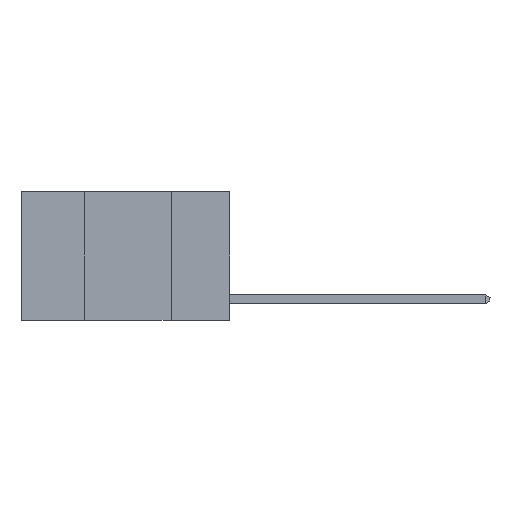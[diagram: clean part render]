
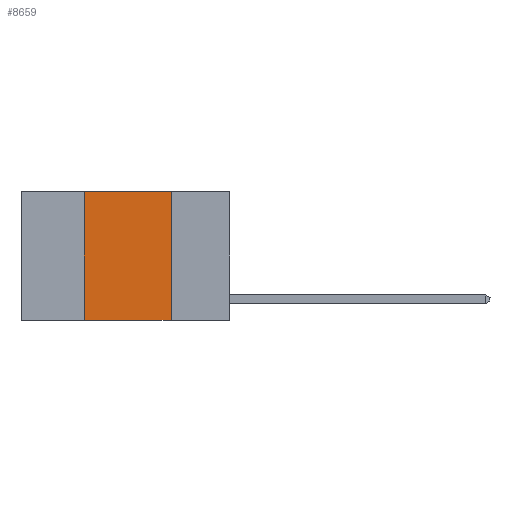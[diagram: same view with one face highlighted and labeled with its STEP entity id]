
A CAD part, left-side view. The second image highlights one B-rep face of the part: STEP entity #8659.
In plain terms, the highlighted planar face has unit normal (-1, 0, 0).
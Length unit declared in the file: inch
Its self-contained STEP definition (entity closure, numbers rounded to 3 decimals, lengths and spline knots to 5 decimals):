
#389 = ORIENTED_EDGE ( 'NONE', *, *, #4371, .F. ) ;
#3528 = CARTESIAN_POINT ( 'NONE',  ( 0., 0.42, 0. ) ) ;
#4113 = VERTEX_POINT ( 'NONE', #18635 ) ;
#4371 = EDGE_CURVE ( 'NONE', #12307, #9657, #24454, .T. ) ;
#5802 = CARTESIAN_POINT ( 'NONE',  ( 0., 0.6, 0. ) ) ;
#5901 = AXIS2_PLACEMENT_3D ( 'NONE', #22809, #6440, #13561 ) ;
#6440 = DIRECTION ( 'NONE',  ( 1., 0., 0. ) ) ;
#6837 = VECTOR ( 'NONE', #17380, 39.37008 ) ;
#6856 = ORIENTED_EDGE ( 'NONE', *, *, #24086, .T. ) ;
#8659 = ADVANCED_FACE ( 'NONE', ( #24814 ), #18348, .F. ) ;
#9657 = VERTEX_POINT ( 'NONE', #21456 ) ;
#10185 = LINE ( 'NONE', #3528, #11319 ) ;
#11319 = VECTOR ( 'NONE', #19623, 39.37008 ) ;
#12307 = VERTEX_POINT ( 'NONE', #23502 ) ;
#13561 = DIRECTION ( 'NONE',  ( 0., 0., -1. ) ) ;
#17136 = DIRECTION ( 'NONE',  ( 0., -1., 0. ) ) ;
#17380 = DIRECTION ( 'NONE',  ( 0., -1., 0. ) ) ;
#18348 = PLANE ( 'NONE',  #5901 ) ;
#18616 = LINE ( 'NONE', #25386, #24151 ) ;
#18635 = CARTESIAN_POINT ( 'NONE',  ( 0., 0.42, -0.37 ) ) ;
#18802 = ORIENTED_EDGE ( 'NONE', *, *, #24137, .F. ) ;
#19183 = EDGE_LOOP ( 'NONE', ( #21590, #389, #18802, #6856 ) ) ;
#19623 = DIRECTION ( 'NONE',  ( 0., 0., 1. ) ) ;
#21456 = CARTESIAN_POINT ( 'NONE',  ( 0., 0.17, 0. ) ) ;
#21590 = ORIENTED_EDGE ( 'NONE', *, *, #24511, .F. ) ;
#22809 = CARTESIAN_POINT ( 'NONE',  ( 0., 0.6, 0. ) ) ;
#23502 = CARTESIAN_POINT ( 'NONE',  ( 0., 0.42, 0. ) ) ;
#23775 = VERTEX_POINT ( 'NONE', #25474 ) ;
#24086 = EDGE_CURVE ( 'NONE', #4113, #23775, #24525, .T. ) ;
#24137 = EDGE_CURVE ( 'NONE', #4113, #12307, #10185, .T. ) ;
#24151 = VECTOR ( 'NONE', #29720, 39.37008 ) ;
#24454 = LINE ( 'NONE', #5802, #6837 ) ;
#24511 = EDGE_CURVE ( 'NONE', #9657, #23775, #18616, .T. ) ;
#24525 = LINE ( 'NONE', #29464, #29628 ) ;
#24814 = FACE_OUTER_BOUND ( 'NONE', #19183, .T. ) ;
#25386 = CARTESIAN_POINT ( 'NONE',  ( 0., 0.17, 0. ) ) ;
#25474 = CARTESIAN_POINT ( 'NONE',  ( 0., 0.17, -0.37 ) ) ;
#29464 = CARTESIAN_POINT ( 'NONE',  ( 0., 0.6, -0.37 ) ) ;
#29628 = VECTOR ( 'NONE', #17136, 39.37008 ) ;
#29720 = DIRECTION ( 'NONE',  ( 0., 0., -1. ) ) ;
